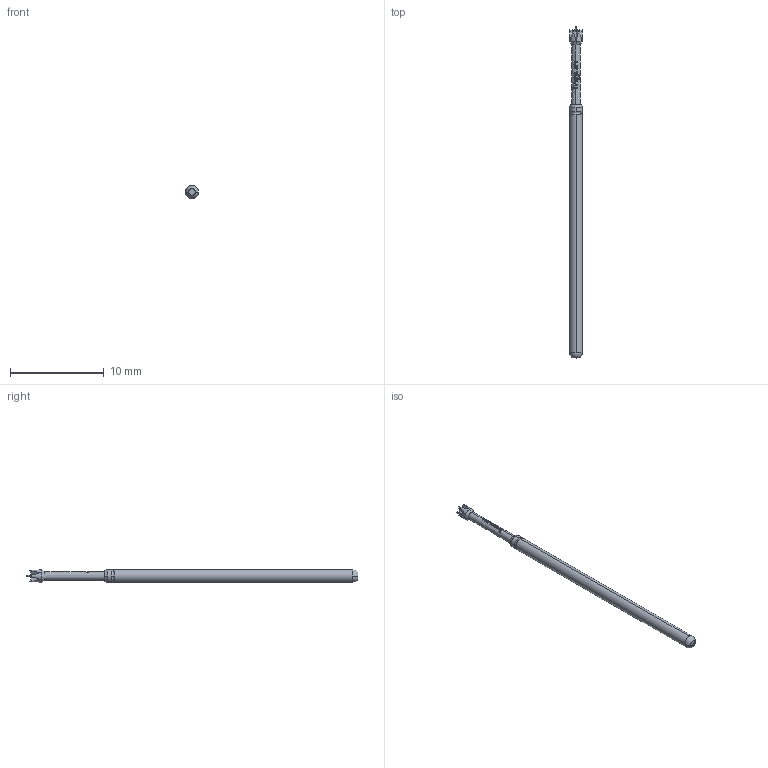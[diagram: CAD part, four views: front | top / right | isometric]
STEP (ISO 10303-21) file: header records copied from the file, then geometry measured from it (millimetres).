
FILE_DESCRIPTION (( 'STEP AP203' ), '1' );
FILE_NAME ('INGUN_GKS-100_224_130_A_xx00_LH.STEP', '2021-10-29T08:45:29', ( 'ochi' ), ( '' ), 'SwSTEP 2.0', 'SolidWorks 2018', '' );
FILE_SCHEMA (( 'CONFIG_CONTROL_DESIGN' ));
Length unit declared in the file: millimetre
Products named in the file (1): INGUN_GKS-100_224_130_A_xx00_LH
Bounding box: 1.37 x 35.4 x 1.37 mm (x, y, z)
Volume: 45.2 mm3; surface area: 144.3 mm2
Topology: 1 solids, 1 shells, 126 faces, 354 edges, 228 vertices
Faces by surface type: bspline 61, cone 24, cylinder 17, plane 14, torus 8, sphere 2
Entity records: 5505 total; most frequent: CARTESIAN_POINT 2874, ORIENTED_EDGE 700, EDGE_CURVE 350, DIRECTION 271, B_SPLINE_CURVE_WITH_KNOTS 249, VERTEX_POINT 228, EDGE_LOOP 128, FACE_OUTER_BOUND 126
